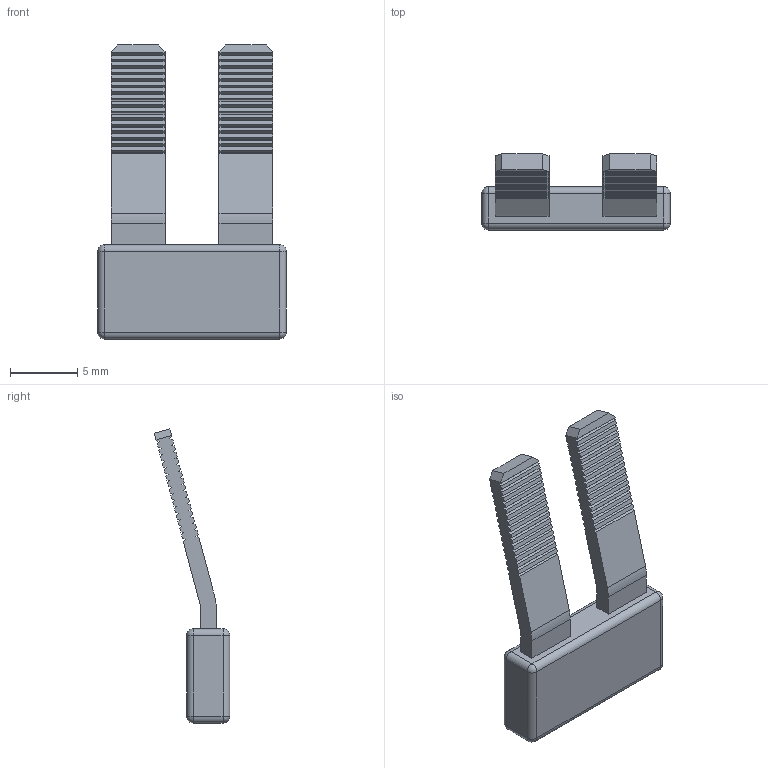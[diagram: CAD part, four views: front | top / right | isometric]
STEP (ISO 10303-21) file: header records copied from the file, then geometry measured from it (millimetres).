
FILE_DESCRIPTION (( 'STEP AP203' ), '1' );
FILE_NAME ('CA710_2.STEP', '2025-03-17T18:04:49', ( '' ), ( '' ), 'SwSTEP 2.0', 'SolidWorks 2022', '' );
FILE_SCHEMA (( 'CONFIG_CONTROL_DESIGN' ));
Length unit declared in the file: millimetre
Products named in the file (1): CA710_2
Bounding box: 14 x 5.6 x 21.8 mm (x, y, z)
Volume: 447.7 mm3; surface area: 681.6 mm2
Topology: 1 solids, 1 shells, 238 faces, 686 edges, 444 vertices
Faces by surface type: plane 216, cylinder 14, sphere 8
Entity records: 7655 total; most frequent: CARTESIAN_POINT 1361, ORIENTED_EDGE 1356, DIRECTION 1184, EDGE_CURVE 678, LINE 650, VECTOR 650, VERTEX_POINT 444, AXIS2_PLACEMENT_3D 267
